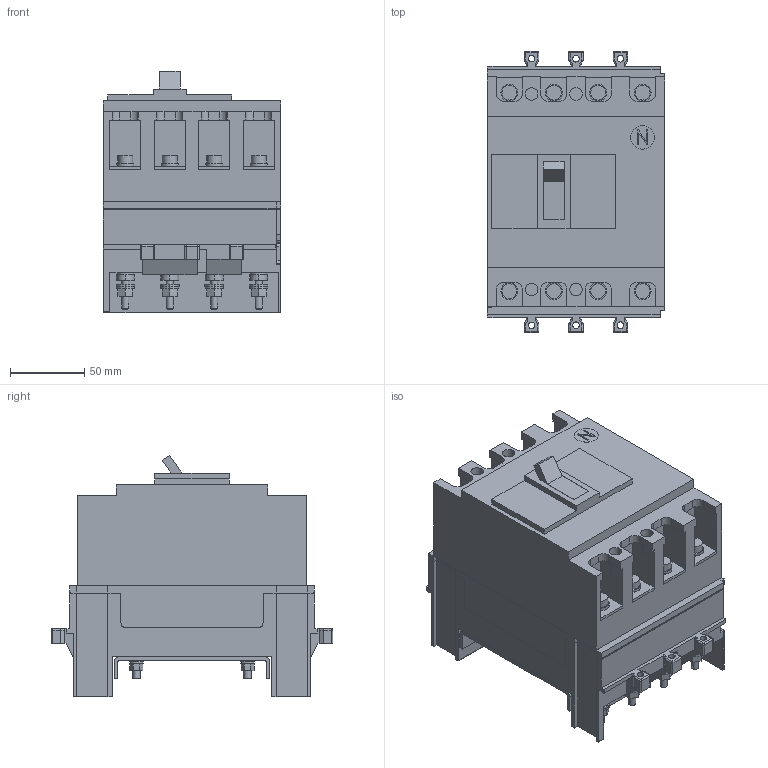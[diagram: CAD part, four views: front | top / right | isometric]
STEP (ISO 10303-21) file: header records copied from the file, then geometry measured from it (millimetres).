
FILE_DESCRIPTION(('CoCreate Modeling STEP Export'),'2;1');
FILE_NAME('Ｓ１００ＮＦ４Ｍ.stp','2012-03-23T15:26:26',(''),(''),'CoCreate Modeling STEP processor for AP214 (Solid Model)','CoCreate Modeling 17.0 01-Apr-2010 (C) Parametric Technology GmbH','');
FILE_SCHEMA(('AUTOMOTIVE_DESIGN { 1 0 10303 214 1 1 1 1 }'));
Length unit declared in the file: millimetre
Products named in the file (16): P9.1; P2.3; P3.1; P14.2; p7; p8.1; p6.3; P13.2; P12.4; P10; P11.3; P5; P1; P4.1; P4; Ｓ１００ＮＦ４Ｍ
Assembly tree (76 placements, depth 2):
  Ｓ１００ＮＦ４Ｍ
    P4
    P4.1
    P13.2  x8
    P12.4  x8
    P11.3  x8
    P10  x8
    P14.2  x4
    P2.3  x8
    P1
    P3.1  x8
    P9.1  x8
    P5
    p7  x4
    p6.3  x4
    p8.1  x4
Bounding box: 120 x 190 x 163 mm (x, y, z)
Volume: 2112432.2 mm3; surface area: 320726.5 mm2
Topology: 76 solids, 76 shells, 1128 faces, 2707 edges, 1750 vertices
Faces by surface type: plane 577, cylinder 492, torus 38, sphere 21
Entity records: 18833 total; most frequent: CARTESIAN_POINT 3261, ORIENTED_EDGE 3164, DIRECTION 3011, EDGE_CURVE 1582, VECTOR 1067, LINE 1067, VERTEX_POINT 1014, AXIS2_PLACEMENT_3D 972
